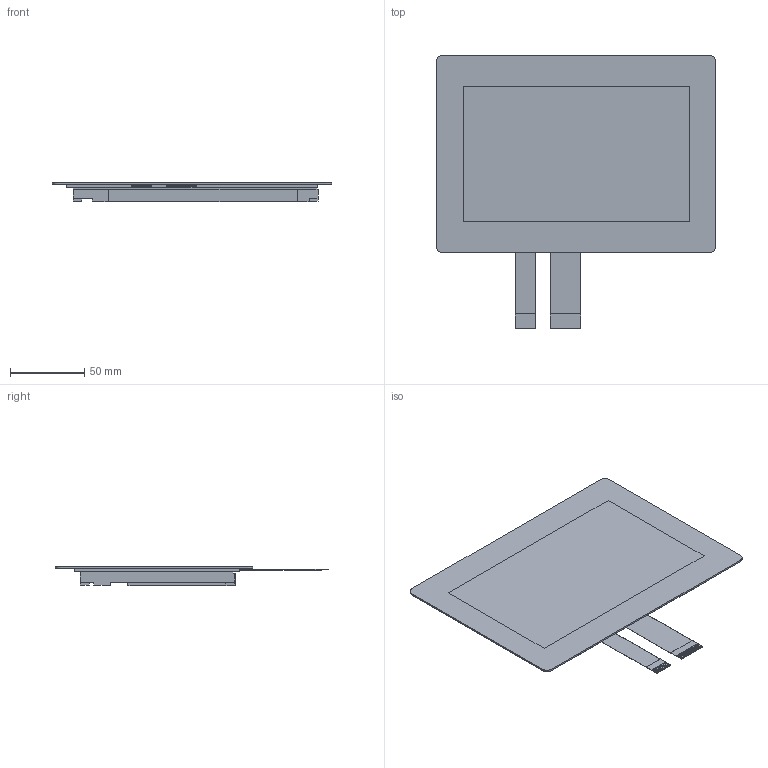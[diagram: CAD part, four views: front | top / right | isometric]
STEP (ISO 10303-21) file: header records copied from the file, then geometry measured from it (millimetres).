
FILE_DESCRIPTION(/* description */ (''),/* implementation_level */ '2;1');
FILE_NAME(/* name */ 'HP_TK-SPA07BWV-04.stp',/* time_stamp */ '2023-11-16T08:43:01+09:00',/* author */ ('KIKOU-CAD3'),/* organization */ (''),/* preprocessor_version */ 'ST-DEVELOPER v18.1',/* originating_system */ 'Autodesk Inventor 2020',/* authorisation */ '');
FILE_SCHEMA (('AUTOMOTIVE_DESIGN { 1 0 10303 214 3 1 1 }'));
Products named in the file (1): HP_TK-SPA07BWV-04_part
Bounding box: 188 x 184.2 x 12.92 mm (x, y, z)
Volume: 199962 mm3; surface area: 93945.3 mm2
Topology: 1 solids, 2 shells, 2375 faces, 7080 edges, 4673 vertices
Faces by surface type: plane 1964, cylinder 411
Entity records: 79338 total; most frequent: CARTESIAN_POINT 14246, ORIENTED_EDGE 14160, DIRECTION 12867, EDGE_CURVE 7080, LINE 5967, VECTOR 5967, VERTEX_POINT 4673, AXIS2_PLACEMENT_3D 3450
